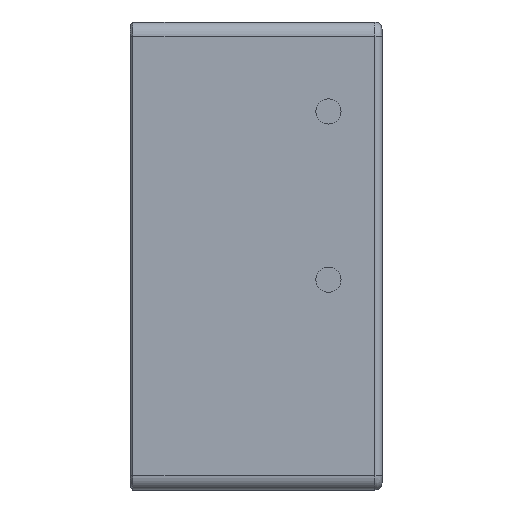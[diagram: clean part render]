
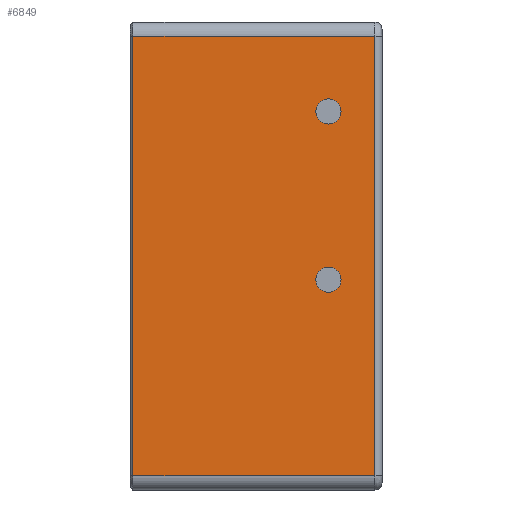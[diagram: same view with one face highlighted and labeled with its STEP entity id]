
A CAD part, left-side view. The second image highlights one B-rep face of the part: STEP entity #6849.
In plain terms, the highlighted planar face has unit normal (-1, 0, 0).
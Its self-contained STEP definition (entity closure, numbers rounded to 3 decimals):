
#133=FACE_BOUND('',#1191,.T.);
#134=FACE_BOUND('',#1192,.T.);
#209=PLANE('',#7355);
#372=CIRCLE('',#7236,1.75);
#373=CIRCLE('',#7238,1.75);
#764=FACE_OUTER_BOUND('',#1190,.T.);
#1190=EDGE_LOOP('',(#5005,#5006,#5007,#5008));
#1191=EDGE_LOOP('',(#5009));
#1192=EDGE_LOOP('',(#5010));
#1573=LINE('',#10184,#2255);
#1577=LINE('',#10207,#2259);
#1749=LINE('',#11041,#2431);
#1750=LINE('',#11042,#2432);
#2255=VECTOR('',#7986,10.);
#2259=VECTOR('',#8002,10.);
#2431=VECTOR('',#8442,10.);
#2432=VECTOR('',#8443,10.);
#2938=VERTEX_POINT('',#10174);
#2940=VERTEX_POINT('',#10180);
#2945=VERTEX_POINT('',#10205);
#2972=VERTEX_POINT('',#10272);
#2973=VERTEX_POINT('',#10276);
#3135=VERTEX_POINT('',#11040);
#3573=EDGE_CURVE('',#2938,#2940,#1573,.T.);
#3581=EDGE_CURVE('',#2945,#2938,#1577,.T.);
#3612=EDGE_CURVE('',#2972,#2972,#372,.T.);
#3614=EDGE_CURVE('',#2973,#2973,#373,.T.);
#3828=EDGE_CURVE('',#3135,#2945,#1749,.T.);
#3829=EDGE_CURVE('',#2940,#3135,#1750,.T.);
#5005=ORIENTED_EDGE('',*,*,#3573,.F.);
#5006=ORIENTED_EDGE('',*,*,#3581,.F.);
#5007=ORIENTED_EDGE('',*,*,#3828,.F.);
#5008=ORIENTED_EDGE('',*,*,#3829,.F.);
#5009=ORIENTED_EDGE('',*,*,#3612,.T.);
#5010=ORIENTED_EDGE('',*,*,#3614,.T.);
#6849=ADVANCED_FACE('',(#764,#133,#134),#209,.T.);
#7236=AXIS2_PLACEMENT_3D('',#10273,#8055,#8056);
#7238=AXIS2_PLACEMENT_3D('',#10277,#8060,#8061);
#7355=AXIS2_PLACEMENT_3D('',#11039,#8440,#8441);
#7986=DIRECTION('',(0.,0.,-1.));
#8002=DIRECTION('',(0.,-1.,0.));
#8055=DIRECTION('center_axis',(1.,0.,0.));
#8056=DIRECTION('ref_axis',(0.,-1.,0.));
#8060=DIRECTION('center_axis',(1.,0.,0.));
#8061=DIRECTION('ref_axis',(0.,-1.,0.));
#8440=DIRECTION('center_axis',(-1.,0.,0.));
#8441=DIRECTION('ref_axis',(0.,0.,1.));
#8442=DIRECTION('',(0.,0.,1.));
#8443=DIRECTION('',(0.,1.,0.));
#10174=CARTESIAN_POINT('',(-5.,-24.,63.));
#10180=CARTESIAN_POINT('',(-5.,-24.,2.));
#10184=CARTESIAN_POINT('',(-5.,-24.,16.25));
#10205=CARTESIAN_POINT('',(-5.,9.6,63.));
#10207=CARTESIAN_POINT('',(-5.,0.,63.));
#10272=CARTESIAN_POINT('',(-5.,-15.81,52.58));
#10273=CARTESIAN_POINT('Origin',(-5.,-17.56,52.58));
#10276=CARTESIAN_POINT('',(-5.,-15.81,29.194));
#10277=CARTESIAN_POINT('Origin',(-5.,-17.56,29.194));
#11039=CARTESIAN_POINT('Origin',(-5.,0.,0.));
#11040=CARTESIAN_POINT('',(-5.,9.6,2.));
#11041=CARTESIAN_POINT('',(-5.,9.6,16.25));
#11042=CARTESIAN_POINT('',(-5.,0.,2.));
